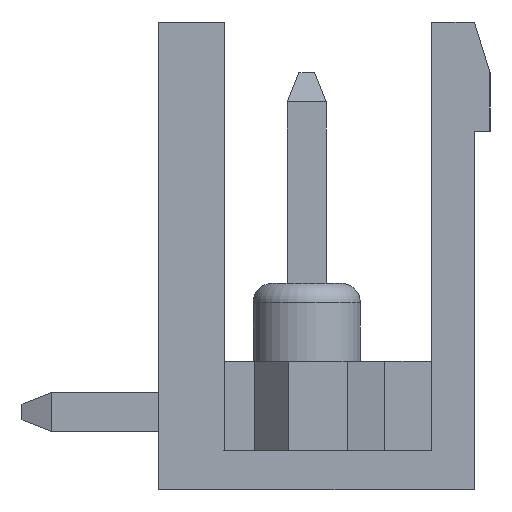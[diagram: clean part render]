
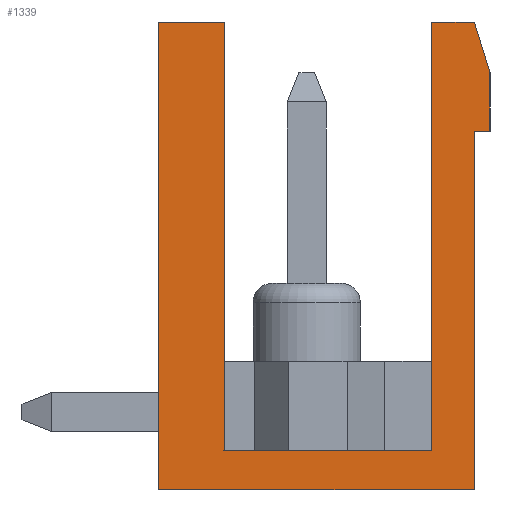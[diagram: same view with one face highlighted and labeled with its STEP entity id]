
A CAD part, left-side view. The second image highlights one B-rep face of the part: STEP entity #1339.
In plain terms, the highlighted planar face has unit normal (-1, 0, 0).
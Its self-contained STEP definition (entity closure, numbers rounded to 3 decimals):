
#1339 = ADVANCED_FACE( '', ( #2774 ), #2775, .F. );
#2774 = FACE_OUTER_BOUND( '', #4326, .T. );
#2775 = PLANE( '', #4327 );
#4326 = EDGE_LOOP( '', ( #8082, #8083, #8084, #8085, #8086, #8087, #8088, #8089, #8090, #8091, #8092 ) );
#4327 = AXIS2_PLACEMENT_3D( '', #8093, #8094, #8095 );
#8082 = ORIENTED_EDGE( '', *, *, #9686, .T. );
#8083 = ORIENTED_EDGE( '', *, *, #11178, .F. );
#8084 = ORIENTED_EDGE( '', *, *, #10625, .F. );
#8085 = ORIENTED_EDGE( '', *, *, #10700, .F. );
#8086 = ORIENTED_EDGE( '', *, *, #10869, .T. );
#8087 = ORIENTED_EDGE( '', *, *, #11179, .F. );
#8088 = ORIENTED_EDGE( '', *, *, #9886, .F. );
#8089 = ORIENTED_EDGE( '', *, *, #11101, .F. );
#8090 = ORIENTED_EDGE( '', *, *, #9797, .T. );
#8091 = ORIENTED_EDGE( '', *, *, #10962, .T. );
#8092 = ORIENTED_EDGE( '', *, *, #11058, .F. );
#8093 = CARTESIAN_POINT( '', ( -35.56, 0., 0. ) );
#8094 = DIRECTION( '', ( 1., 0., 0. ) );
#8095 = DIRECTION( '', ( 0., 0., -1. ) );
#9686 = EDGE_CURVE( '', #11647, #11648, #11649, .T. );
#9797 = EDGE_CURVE( '', #11845, #11846, #11847, .T. );
#9886 = EDGE_CURVE( '', #11997, #11998, #11999, .T. );
#10625 = EDGE_CURVE( '', #13212, #13214, #13215, .T. );
#10700 = EDGE_CURVE( '', #13323, #13212, #13325, .T. );
#10869 = EDGE_CURVE( '', #13323, #13567, #13569, .T. );
#10962 = EDGE_CURVE( '', #11846, #13687, #13688, .T. );
#11058 = EDGE_CURVE( '', #11647, #13687, #13814, .T. );
#11101 = EDGE_CURVE( '', #11845, #11997, #13870, .T. );
#11178 = EDGE_CURVE( '', #13214, #11648, #13965, .T. );
#11179 = EDGE_CURVE( '', #11998, #13567, #13966, .T. );
#11647 = VERTEX_POINT( '', #14536 );
#11648 = VERTEX_POINT( '', #14537 );
#11649 = LINE( '', #14538, #14539 );
#11845 = VERTEX_POINT( '', #14816 );
#11846 = VERTEX_POINT( '', #14817 );
#11847 = LINE( '', #14818, #14819 );
#11997 = VERTEX_POINT( '', #15034 );
#11998 = VERTEX_POINT( '', #15035 );
#11999 = LINE( '', #15036, #15037 );
#13212 = VERTEX_POINT( '', #16838 );
#13214 = VERTEX_POINT( '', #16841 );
#13215 = LINE( '', #16842, #16843 );
#13323 = VERTEX_POINT( '', #17000 );
#13325 = LINE( '', #17003, #17004 );
#13567 = VERTEX_POINT( '', #17358 );
#13569 = LINE( '', #17361, #17362 );
#13687 = VERTEX_POINT( '', #17537 );
#13688 = LINE( '', #17538, #17539 );
#13814 = LINE( '', #17725, #17726 );
#13870 = LINE( '', #17812, #17813 );
#13965 = LINE( '', #17949, #17950 );
#13966 = LINE( '', #17951, #17952 );
#14536 = CARTESIAN_POINT( '', ( -35.56, -4.45, 4.7 ) );
#14537 = CARTESIAN_POINT( '', ( -35.56, -4.05, 6. ) );
#14538 = CARTESIAN_POINT( '', ( -35.56, -4.45, 4.7 ) );
#14539 = VECTOR( '', #18487, 1000. );
#14816 = CARTESIAN_POINT( '', ( -35.56, -4.05, -6. ) );
#14817 = CARTESIAN_POINT( '', ( -35.56, -4.05, 3.2 ) );
#14818 = CARTESIAN_POINT( '', ( -35.56, -4.05, -6. ) );
#14819 = VECTOR( '', #18596, 1000. );
#15034 = CARTESIAN_POINT( '', ( -35.56, 4.05, -6. ) );
#15035 = CARTESIAN_POINT( '', ( -35.56, 4.05, 6. ) );
#15036 = CARTESIAN_POINT( '', ( -35.56, 4.05, -6. ) );
#15037 = VECTOR( '', #18683, 1000. );
#16838 = CARTESIAN_POINT( '', ( -35.56, -2.95, -5. ) );
#16841 = CARTESIAN_POINT( '', ( -35.56, -2.95, 6. ) );
#16842 = CARTESIAN_POINT( '', ( -35.56, -2.95, -5. ) );
#16843 = VECTOR( '', #19357, 1000. );
#17000 = CARTESIAN_POINT( '', ( -35.56, 2.35, -5. ) );
#17003 = CARTESIAN_POINT( '', ( -35.56, 2.35, -5. ) );
#17004 = VECTOR( '', #19426, 1000. );
#17358 = CARTESIAN_POINT( '', ( -35.56, 2.35, 6. ) );
#17361 = CARTESIAN_POINT( '', ( -35.56, 2.35, -5. ) );
#17362 = VECTOR( '', #19588, 1000. );
#17537 = CARTESIAN_POINT( '', ( -35.56, -4.45, 3.2 ) );
#17538 = CARTESIAN_POINT( '', ( -35.56, -4.05, 3.2 ) );
#17539 = VECTOR( '', #19655, 1000. );
#17725 = CARTESIAN_POINT( '', ( -35.56, -4.45, 6. ) );
#17726 = VECTOR( '', #19731, 1000. );
#17812 = CARTESIAN_POINT( '', ( -35.56, -4.45, -6. ) );
#17813 = VECTOR( '', #19762, 1000. );
#17949 = CARTESIAN_POINT( '', ( -35.56, 4.05, 6. ) );
#17950 = VECTOR( '', #19828, 1000. );
#17951 = CARTESIAN_POINT( '', ( -35.56, 4.05, 6. ) );
#17952 = VECTOR( '', #19829, 1000. );
#18487 = DIRECTION( '', ( 0., 0.294, 0.956 ) );
#18596 = DIRECTION( '', ( 0., 0., 1. ) );
#18683 = DIRECTION( '', ( 0., 0., 1. ) );
#19357 = DIRECTION( '', ( 0., 0., 1. ) );
#19426 = DIRECTION( '', ( 0., -1., 0. ) );
#19588 = DIRECTION( '', ( 0., 0., 1. ) );
#19655 = DIRECTION( '', ( 0., -1., 0. ) );
#19731 = DIRECTION( '', ( 0., 0., -1. ) );
#19762 = DIRECTION( '', ( 0., 1., 0. ) );
#19828 = DIRECTION( '', ( 0., -1., 0. ) );
#19829 = DIRECTION( '', ( 0., -1., 0. ) );
